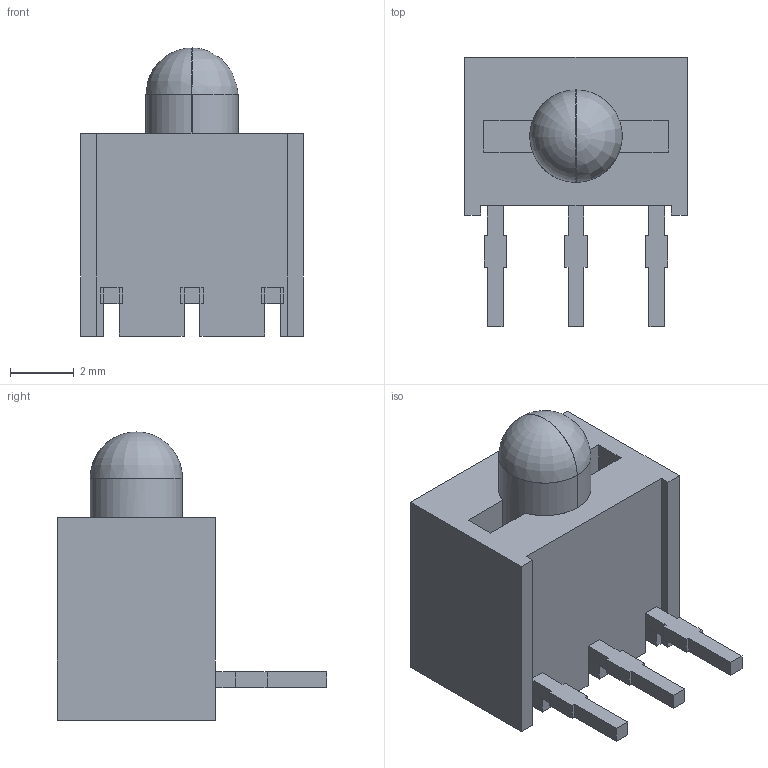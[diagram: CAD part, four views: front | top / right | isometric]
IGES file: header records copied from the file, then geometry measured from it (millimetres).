
Start section: SolidWorks IGES file using analytic representation for surfaces
Global section: file name: 130WDT.IGS; native system: SolidWorks 2008; preprocessor: SolidWorks 2008; author: evant; date: 080827.130018; units: millimetre
Bounding box: 7 x 8.46 x 9.05 mm (x, y, z)
Surface area: 317.5 mm2 (no closed solid volume)
Topology: 0 solids, 0 shells, 359 faces, 3137 edges, 4112 vertices
Faces by surface type: bspline 352, revolution 7
